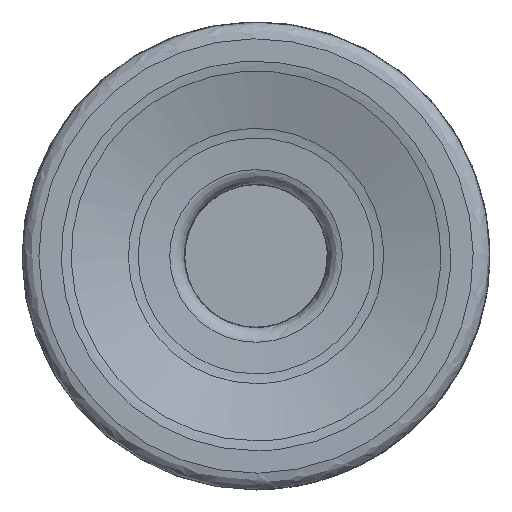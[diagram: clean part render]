
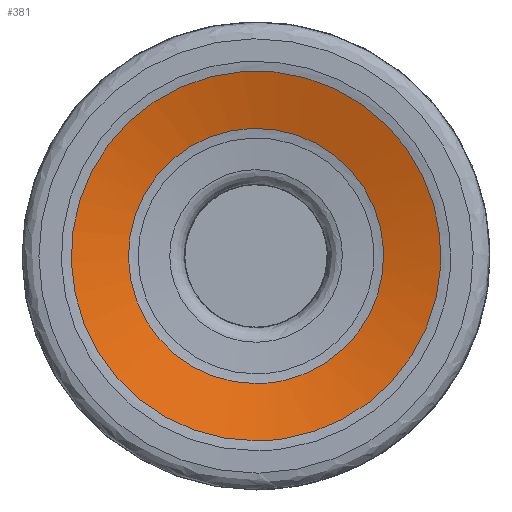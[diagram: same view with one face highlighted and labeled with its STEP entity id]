
A CAD part, left-side view. The second image highlights one B-rep face of the part: STEP entity #381.
In plain terms, the highlighted face is a revolution surface.
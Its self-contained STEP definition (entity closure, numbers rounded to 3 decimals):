
#58=SURFACE_OF_REVOLUTION('',#87,#80);
#80=AXIS1_PLACEMENT('',#1095,#895);
#87=LINE('',#1094,#93);
#93=VECTOR('',#894,2.731);
#338=FACE_BOUND('',#464,.T.);
#339=FACE_BOUND('',#465,.T.);
#381=ADVANCED_FACE('',(#338,#339),#58,.T.);
#464=EDGE_LOOP('',(#544));
#465=EDGE_LOOP('',(#545));
#544=ORIENTED_EDGE('',*,*,#627,.F.);
#545=ORIENTED_EDGE('',*,*,#626,.T.);
#586=VERTEX_POINT('',#1089);
#587=VERTEX_POINT('',#1093);
#626=EDGE_CURVE('',#586,#586,#668,.T.);
#627=EDGE_CURVE('',#587,#587,#669,.T.);
#668=CIRCLE('',#733,5.728);
#669=CIRCLE('',#735,8.296);
#733=AXIS2_PLACEMENT_3D('',#1088,#887,#888);
#735=AXIS2_PLACEMENT_3D('',#1092,#892,#893);
#887=DIRECTION('',(1.,0.,0.));
#888=DIRECTION('',(0.,0.,-1.));
#892=DIRECTION('',(1.,0.,0.));
#893=DIRECTION('',(0.,0.,-1.));
#894=DIRECTION('',(-0.268,-0.955,-0.128));
#895=DIRECTION('',(1.,0.,0.));
#1088=CARTESIAN_POINT('',(0.825,0.,0.));
#1089=CARTESIAN_POINT('',(0.825,0.,-5.728));
#1092=CARTESIAN_POINT('',(0.093,0.,0.));
#1093=CARTESIAN_POINT('',(0.093,0.,-8.296));
#1094=CARTESIAN_POINT('',(0.825,-5.678,0.757));
#1095=CARTESIAN_POINT('',(30.,0.,0.));
